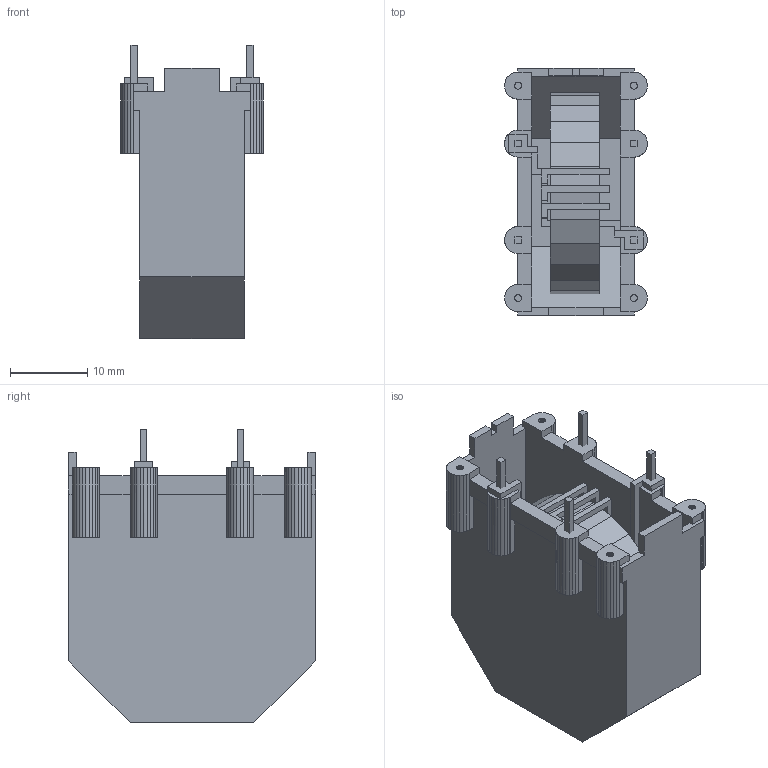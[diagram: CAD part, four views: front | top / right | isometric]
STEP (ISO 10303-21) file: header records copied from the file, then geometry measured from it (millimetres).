
FILE_DESCRIPTION(('FreeCAD Model'),'2;1');
FILE_NAME('X24aVir.stp', '2014-07-08T13:52:14',('FreeCAD'),('FreeCAD'), 'Open CASCADE STEP processor 6.3','FreeCAD','Unknown');
FILE_SCHEMA(('AUTOMOTIVE_DESIGN_CC2 { 1 2 10303 214 -1 1 5 4 }'));
Length unit declared in the file: millimetre
Products named in the file (6): X24aVir; X24aVir004; X24aVir002; X24aVir001; X24aVir005; X24aVir003
Bounding box: 18.5 x 32 x 38 mm (x, y, z)
Volume: 5388.4 mm3; surface area: 8502.9 mm2
Topology: 6 solids, 6 shells, 867 faces, 2504 edges, 1665 vertices
Faces by surface type: plane 624, cylinder 234, cone 9
Entity records: 64517 total; most frequent: CARTESIAN_POINT 16286, DIRECTION 8502, LINE 5491, VECTOR 5491, ORIENTED_EDGE 5008, PCURVE 5008, DEFINITIONAL_REPRESENTATION 5008, EDGE_CURVE 2504
